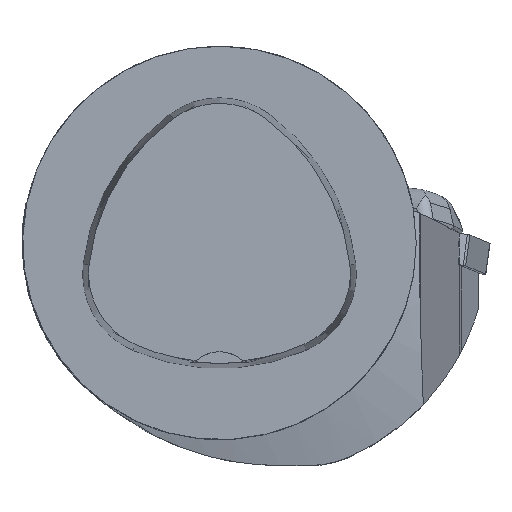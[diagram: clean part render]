
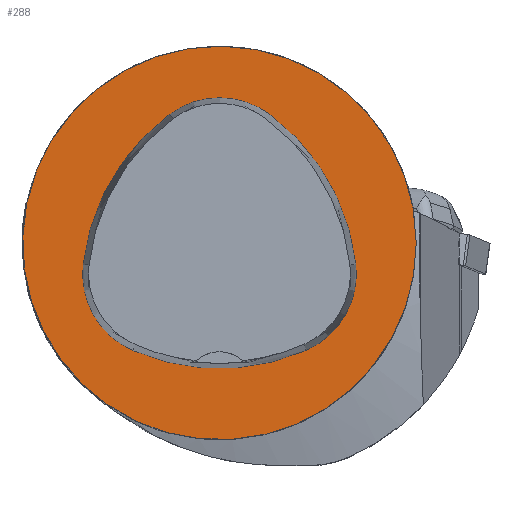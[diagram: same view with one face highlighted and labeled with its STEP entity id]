
A CAD part, top view. The second image highlights one B-rep face of the part: STEP entity #288.
In plain terms, the highlighted planar face has unit normal (0, 0, 1).
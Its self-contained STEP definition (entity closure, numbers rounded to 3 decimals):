
#288=ADVANCED_FACE('',(#711,#712),#365,.T.);
#365=PLANE('',#1951);
#711=FACE_BOUND('',#759,.T.);
#712=FACE_BOUND('',#760,.T.);
#759=EDGE_LOOP('',(#1048,#1049,#1050,#1051,#1052,#1053));
#760=EDGE_LOOP('',(#1054));
#1048=ORIENTED_EDGE('',*,*,#1629,.F.);
#1049=ORIENTED_EDGE('',*,*,#1624,.F.);
#1050=ORIENTED_EDGE('',*,*,#1619,.F.);
#1051=ORIENTED_EDGE('',*,*,#1616,.F.);
#1052=ORIENTED_EDGE('',*,*,#1613,.F.);
#1053=ORIENTED_EDGE('',*,*,#1609,.F.);
#1054=ORIENTED_EDGE('',*,*,#1600,.T.);
#1408=VERTEX_POINT('',#2917);
#1417=VERTEX_POINT('',#2936);
#1418=VERTEX_POINT('',#2937);
#1421=VERTEX_POINT('',#2945);
#1423=VERTEX_POINT('',#2951);
#1425=VERTEX_POINT('',#2957);
#1429=VERTEX_POINT('',#2970);
#1600=EDGE_CURVE('',#1408,#1408,#1745,.T.);
#1609=EDGE_CURVE('',#1417,#1418,#1746,.T.);
#1613=EDGE_CURVE('',#1418,#1421,#1748,.T.);
#1616=EDGE_CURVE('',#1421,#1423,#1750,.T.);
#1619=EDGE_CURVE('',#1423,#1425,#1752,.T.);
#1624=EDGE_CURVE('',#1425,#1429,#1755,.T.);
#1629=EDGE_CURVE('',#1429,#1417,#1758,.T.);
#1745=CIRCLE('',#1923,40.);
#1746=CIRCLE('',#1929,44.);
#1748=CIRCLE('',#1932,17.);
#1750=CIRCLE('',#1935,44.);
#1752=CIRCLE('',#1938,17.);
#1755=CIRCLE('',#1942,44.);
#1758=CIRCLE('',#1946,17.);
#1923=AXIS2_PLACEMENT_3D('',#2916,#2244,#2245);
#1929=AXIS2_PLACEMENT_3D('',#2935,#2260,#2261);
#1932=AXIS2_PLACEMENT_3D('',#2944,#2268,#2269);
#1935=AXIS2_PLACEMENT_3D('',#2950,#2275,#2276);
#1938=AXIS2_PLACEMENT_3D('',#2956,#2282,#2283);
#1942=AXIS2_PLACEMENT_3D('',#2969,#2291,#2292);
#1946=AXIS2_PLACEMENT_3D('',#2982,#2300,#2301);
#1951=AXIS2_PLACEMENT_3D('',#2987,#2310,#2311);
#2244=DIRECTION('',(0.,0.,1.));
#2245=DIRECTION('',(1.,0.,0.));
#2260=DIRECTION('',(0.,0.,1.));
#2261=DIRECTION('',(1.,0.,0.));
#2268=DIRECTION('',(0.,0.,1.));
#2269=DIRECTION('',(1.,0.,0.));
#2275=DIRECTION('',(0.,0.,1.));
#2276=DIRECTION('',(1.,0.,0.));
#2282=DIRECTION('',(0.,0.,1.));
#2283=DIRECTION('',(1.,0.,0.));
#2291=DIRECTION('',(0.,0.,1.));
#2292=DIRECTION('',(1.,0.,0.));
#2300=DIRECTION('',(0.,0.,1.));
#2301=DIRECTION('',(1.,0.,0.));
#2310=DIRECTION('',(0.,0.,1.));
#2311=DIRECTION('',(-1.,0.,0.));
#2916=CARTESIAN_POINT('',(0.,0.,0.));
#2917=CARTESIAN_POINT('',(40.,0.,0.));
#2935=CARTESIAN_POINT('',(-16.01,-9.224,0.));
#2936=CARTESIAN_POINT('',(27.722,-4.378,0.));
#2937=CARTESIAN_POINT('',(10.119,26.178,0.));
#2944=CARTESIAN_POINT('',(0.023,12.5,0.));
#2945=CARTESIAN_POINT('',(-10.049,26.194,0.));
#2950=CARTESIAN_POINT('',(16.021,-9.25,0.));
#2951=CARTESIAN_POINT('',(-27.71,-4.394,0.));
#2956=CARTESIAN_POINT('',(-10.814,-6.27,0.));
#2957=CARTESIAN_POINT('',(-17.611,-21.852,0.));
#2969=CARTESIAN_POINT('',(-0.017,18.477,0.));
#2970=CARTESIAN_POINT('',(17.652,-21.819,0.));
#2982=CARTESIAN_POINT('',(10.825,-6.25,0.));
#2987=CARTESIAN_POINT('',(0.,0.,0.));
